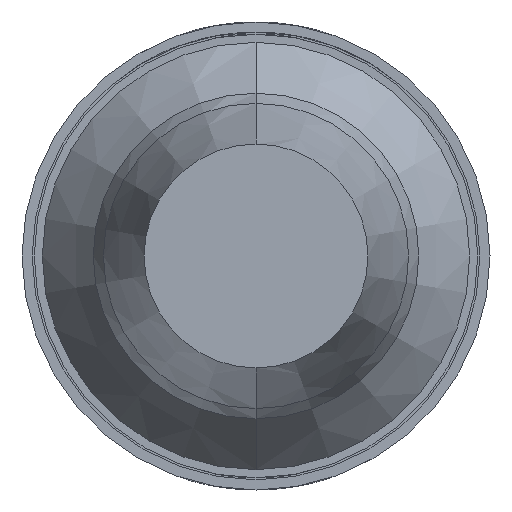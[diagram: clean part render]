
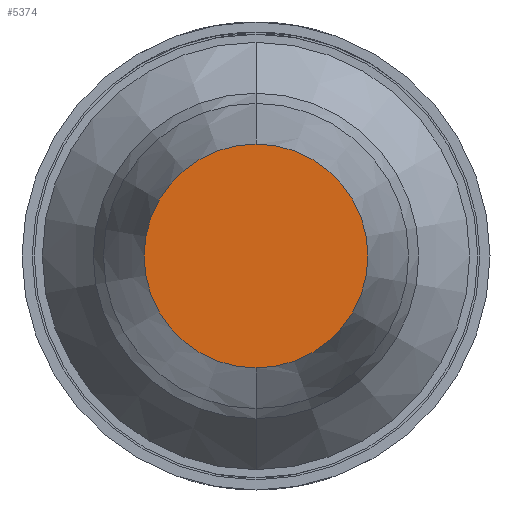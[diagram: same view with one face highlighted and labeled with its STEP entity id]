
A CAD part, front view. The second image highlights one B-rep face of the part: STEP entity #5374.
In plain terms, the highlighted planar face has unit normal (0, -1, 0).
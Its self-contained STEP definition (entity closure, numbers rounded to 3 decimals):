
#61 = VERTEX_POINT ( 'NONE', #3235 ) ;
#171 = DIRECTION ( 'NONE',  ( 0., 0., 1. ) ) ;
#387 = EDGE_CURVE ( 'Defeature ausgef�hrt1_5+Defeature ausgef�hrt1_4+Defeature ausgef�hrt1_4+Defeature ausgef�hrt1_4', #4347, #61, #5313, .T. ) ;
#531 = AXIS2_PLACEMENT_3D ( 'NONE', #1271, #5968, #171 ) ;
#667 = AXIS2_PLACEMENT_3D ( 'NONE', #3112, #5115, #3647 ) ;
#805 = AXIS2_PLACEMENT_3D ( 'NONE', #4921, #2800, #2298 ) ;
#1271 = CARTESIAN_POINT ( 'NONE',  ( 0., -36.5, 0. ) ) ;
#1295 = PLANE ( 'NONE',  #805 ) ;
#1438 = EDGE_CURVE ( 'Defeature ausgef�hrt1_5+Defeature ausgef�hrt1_4+Defeature ausgef�hrt1_4+Defeature ausgef�hrt1_4', #61, #4347, #5574, .T. ) ;
#2298 = DIRECTION ( 'NONE',  ( 0., 0., 1. ) ) ;
#2800 = DIRECTION ( 'NONE',  ( 0., 1., 0. ) ) ;
#3001 = EDGE_LOOP ( 'NONE', ( #4897, #5012 ) ) ;
#3112 = CARTESIAN_POINT ( 'NONE',  ( 0., -36.5, 0. ) ) ;
#3235 = CARTESIAN_POINT ( 'NONE',  ( 0., -36.5, -0.55 ) ) ;
#3647 = DIRECTION ( 'NONE',  ( 0., 0., 1. ) ) ;
#4347 = VERTEX_POINT ( 'NONE', #6648 ) ;
#4817 = FACE_OUTER_BOUND ( 'NONE', #3001, .T. ) ;
#4897 = ORIENTED_EDGE ( 'NONE', *, *, #387, .F. ) ;
#4921 = CARTESIAN_POINT ( 'NONE',  ( 0., -36.5, 0. ) ) ;
#5012 = ORIENTED_EDGE ( 'NONE', *, *, #1438, .F. ) ;
#5115 = DIRECTION ( 'NONE',  ( 0., 1., 0. ) ) ;
#5313 = CIRCLE ( 'NONE', #667, 0.55 ) ;
#5374 = ADVANCED_FACE ( 'Defeature ausgef�hrt1_4', ( #4817 ), #1295, .F. ) ;
#5574 = CIRCLE ( 'NONE', #531, 0.55 ) ;
#5968 = DIRECTION ( 'NONE',  ( 0., 1., 0. ) ) ;
#6648 = CARTESIAN_POINT ( 'NONE',  ( 0., -36.5, 0.55 ) ) ;
